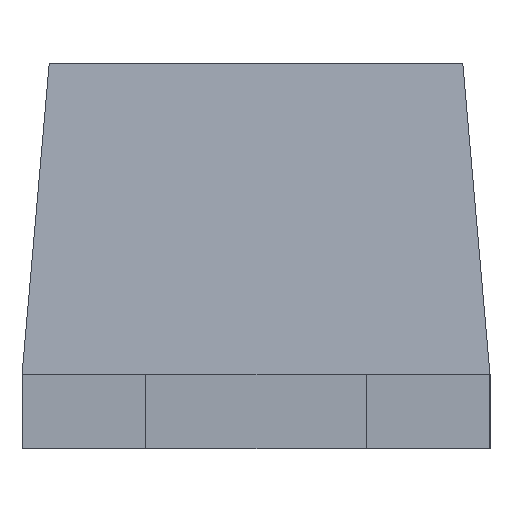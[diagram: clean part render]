
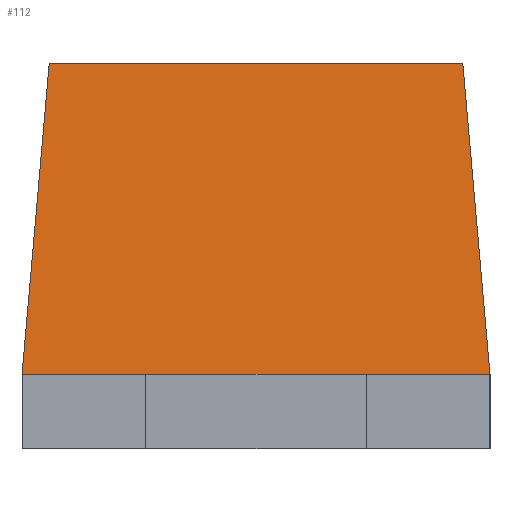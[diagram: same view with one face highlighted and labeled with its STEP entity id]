
A CAD part, left-side view. The second image highlights one B-rep face of the part: STEP entity #112.
In plain terms, the highlighted planar face has unit normal (-0.996, 0, 0.087).
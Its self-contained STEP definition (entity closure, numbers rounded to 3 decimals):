
#112=ADVANCED_FACE('',(#152),#132,.F.);
#132=PLANE('',#451);
#152=FACE_OUTER_BOUND('',#172,.T.);
#172=EDGE_LOOP('',(#251,#252,#253,#254,#255,#256));
#251=ORIENTED_EDGE('',*,*,#338,.T.);
#252=ORIENTED_EDGE('',*,*,#313,.F.);
#253=ORIENTED_EDGE('',*,*,#339,.F.);
#254=ORIENTED_EDGE('',*,*,#304,.F.);
#255=ORIENTED_EDGE('',*,*,#333,.T.);
#256=ORIENTED_EDGE('',*,*,#300,.F.);
#272=VERTEX_POINT('',#554);
#273=VERTEX_POINT('',#556);
#276=VERTEX_POINT('',#563);
#277=VERTEX_POINT('',#565);
#285=VERTEX_POINT('',#583);
#286=VERTEX_POINT('',#585);
#300=EDGE_CURVE('',#272,#273,#346,.T.);
#304=EDGE_CURVE('',#276,#277,#350,.T.);
#313=EDGE_CURVE('',#285,#286,#359,.T.);
#333=EDGE_CURVE('',#276,#273,#379,.T.);
#338=EDGE_CURVE('',#272,#286,#384,.T.);
#339=EDGE_CURVE('',#277,#285,#385,.T.);
#346=LINE('',#555,#392);
#350=LINE('',#564,#396);
#359=LINE('',#584,#405);
#379=LINE('',#621,#425);
#384=LINE('',#630,#430);
#385=LINE('',#632,#431);
#392=VECTOR('',#463,1.);
#396=VECTOR('',#469,1.);
#405=VECTOR('',#482,1.);
#425=VECTOR('',#520,1.);
#430=VECTOR('',#531,1.);
#431=VECTOR('',#534,1.);
#451=AXIS2_PLACEMENT_3D('',#633,#535,#536);
#463=DIRECTION('',(0.,1.,0.));
#469=DIRECTION('',(0.,1.,0.));
#482=DIRECTION('',(0.,-1.,0.));
#520=DIRECTION('',(0.,-1.,0.));
#531=DIRECTION('',(0.087,0.087,0.992));
#534=DIRECTION('',(0.087,-0.087,0.992));
#535=DIRECTION('',(0.996,0.,-0.087));
#536=DIRECTION('',(0.,1.,0.));
#554=CARTESIAN_POINT('',(0.,0.,0.135));
#555=CARTESIAN_POINT('',(0.,0.425,0.135));
#556=CARTESIAN_POINT('',(0.,0.225,0.135));
#563=CARTESIAN_POINT('',(0.,0.625,0.135));
#564=CARTESIAN_POINT('',(0.,0.425,0.135));
#565=CARTESIAN_POINT('',(0.,0.85,0.135));
#583=CARTESIAN_POINT('',(0.049,0.801,0.7));
#584=CARTESIAN_POINT('',(0.049,0.425,0.7));
#585=CARTESIAN_POINT('',(0.049,0.049,0.7));
#621=CARTESIAN_POINT('',(0.,0.625,0.135));
#630=CARTESIAN_POINT('',(0.005,0.005,0.189));
#632=CARTESIAN_POINT('',(0.003,0.847,0.172));
#633=CARTESIAN_POINT('',(0.,0.425,0.135));
